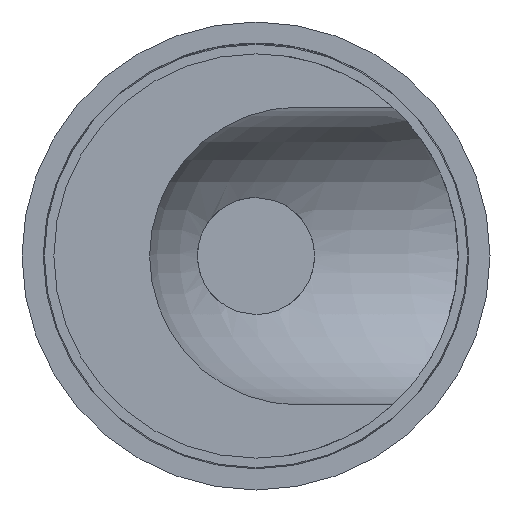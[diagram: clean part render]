
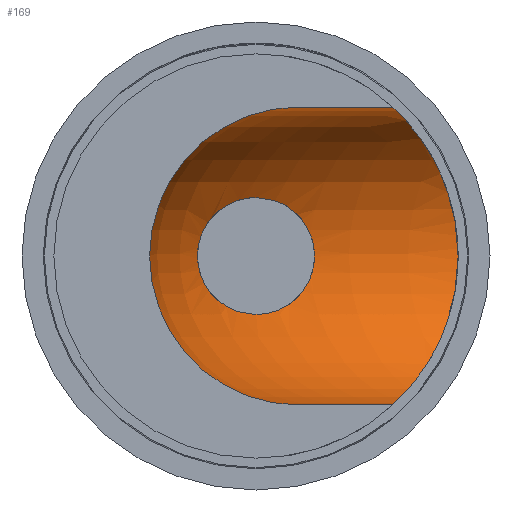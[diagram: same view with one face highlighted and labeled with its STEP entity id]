
A CAD part, front view. The second image highlights one B-rep face of the part: STEP entity #169.
In plain terms, the highlighted toroidal (fillet/blend) face has major radius 2.8 mm and minor radius 0.7 mm.
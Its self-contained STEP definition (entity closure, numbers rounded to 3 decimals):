
#56 = EDGE_CURVE ( 'Defeature ausgef�hrt1_14+Defeature ausgef�hrt1_1+Defeature ausgef�hrt1_8+Defeature ausgef�hrt1_13', #2404, #2038, #1882, .T. ) ;
#63 = CARTESIAN_POINT ( 'NONE',  ( 0., -30.184, -0.275 ) ) ;
#106 = CARTESIAN_POINT ( 'NONE',  ( 0.95, -29.038, -0.069 ) ) ;
#117 = CARTESIAN_POINT ( 'NONE',  ( 0.916, -29.122, -0.261 ) ) ;
#169 = ADVANCED_FACE ( 'Defeature ausgef�hrt1_14', ( #822, #3284 ), #3588, .F. ) ;
#219 = CARTESIAN_POINT ( 'NONE',  ( 0.056, -30.085, -0.275 ) ) ;
#249 = CARTESIAN_POINT ( 'NONE',  ( 0.245, -29.734, -0.126 ) ) ;
#258 = VERTEX_POINT ( 'NONE', #667 ) ;
#260 = CARTESIAN_POINT ( 'NONE',  ( 0., -30.184, -0.275 ) ) ;
#356 = CARTESIAN_POINT ( 'NONE',  ( 3., -31.875, -0.7 ) ) ;
#377 = ORIENTED_EDGE ( 'NONE', *, *, #2006, .T. ) ;
#413 = CARTESIAN_POINT ( 'NONE',  ( -0.275, -30.64, -0.055 ) ) ;
#441 = CARTESIAN_POINT ( 'NONE',  ( 0.898, -29.166, -0.313 ) ) ;
#478 = CARTESIAN_POINT ( 'NONE',  ( 0.642, -30.365, -0.7 ) ) ;
#548 = CARTESIAN_POINT ( 'NONE',  ( 0., -30.184, 0.275 ) ) ;
#564 = CARTESIAN_POINT ( 'NONE',  ( 0.188, -29.841, 0.203 ) ) ;
#591 = B_SPLINE_CURVE_WITH_KNOTS ( 'NONE', 3,
 ( #63, #694, #2098, #1799, #2673, #1518, #413, #3528, #1825, #2110, #2353, #2944, #652, #2642 ),
 .UNSPECIFIED., .F., .F.,
 ( 4, 2, 2, 2, 2, 2, 4 ),
 ( 0.002, 0.003, 0.003, 0.003, 0.003, 0.003, 0.003 ),
 .UNSPECIFIED. ) ;
#622 = CARTESIAN_POINT ( 'NONE',  ( 3., -31.875, 0. ) ) ;
#652 = CARTESIAN_POINT ( 'NONE',  ( -0.053, -30.278, 0.275 ) ) ;
#667 = CARTESIAN_POINT ( 'NONE',  ( 0., -30.184, 0.275 ) ) ;
#694 = CARTESIAN_POINT ( 'NONE',  ( -0.053, -30.278, -0.275 ) ) ;
#726 = CARTESIAN_POINT ( 'NONE',  ( 0.842, -29.315, -0.45 ) ) ;
#729 = CARTESIAN_POINT ( 'NONE',  ( 0.642, -30.365, -0.7 ) ) ;
#813 = EDGE_CURVE ( 'Defeature ausgef�hrt1_14+Defeature ausgef�hrt1_16+Defeature ausgef�hrt1_16+Defeature ausgef�hrt1_16', #258, #2105, #2307, .T. ) ;
#822 = FACE_BOUND ( 'NONE', #3714, .T. ) ;
#840 = ORIENTED_EDGE ( 'NONE', *, *, #56, .T. ) ;
#842 = CARTESIAN_POINT ( 'NONE',  ( 0.111, -29.984, -0.259 ) ) ;
#927 = ORIENTED_EDGE ( 'NONE', *, *, #1600, .F. ) ;
#956 = CARTESIAN_POINT ( 'NONE',  ( 0.642, -30.365, 0.7 ) ) ;
#980 = CARTESIAN_POINT ( 'NONE',  ( 0.801, -29.437, 0.515 ) ) ;
#1043 = CARTESIAN_POINT ( 'NONE',  ( 0.642, -30.226, -0.7 ) ) ;
#1072 = ORIENTED_EDGE ( 'NONE', *, *, #2075, .F. ) ;
#1166 = B_SPLINE_CURVE_WITH_KNOTS ( 'NONE', 3,
 ( #956, #3248, #3538, #1535, #2966, #980, #3232, #1268, #3273, #1557, #3552, #106, #2689, #117, #441, #726, #2714, #3576, #3019, #2439, #1043, #478 ),
 .UNSPECIFIED., .F., .F.,
 ( 4, 2, 2, 2, 2, 2, 2, 2, 2, 2, 4 ),
 ( 0.001, 0.002, 0.002, 0.003, 0.003, 0.003, 0.003, 0.004, 0.004, 0.004, 0.005 ),
 .UNSPECIFIED. ) ;
#1230 = VERTEX_POINT ( 'NONE', #729 ) ;
#1268 = CARTESIAN_POINT ( 'NONE',  ( 0.898, -29.167, 0.314 ) ) ;
#1282 = DIRECTION ( 'NONE',  ( 1., 0., 0. ) ) ;
#1330 = VERTEX_POINT ( 'NONE', #2468 ) ;
#1424 = DIRECTION ( 'NONE',  ( 1., 0., 0. ) ) ;
#1500 = CIRCLE ( 'NONE', #2082, 2.8 ) ;
#1518 = CARTESIAN_POINT ( 'NONE',  ( -0.257, -30.613, -0.106 ) ) ;
#1535 = CARTESIAN_POINT ( 'NONE',  ( 0.699, -29.818, 0.644 ) ) ;
#1557 = CARTESIAN_POINT ( 'NONE',  ( 0.942, -29.058, 0.14 ) ) ;
#1569 = CARTESIAN_POINT ( 'NONE',  ( 0., -30.184, -0.275 ) ) ;
#1600 = EDGE_CURVE ( 'Defeature ausgef�hrt1_0+Defeature ausgef�hrt1_14+Defeature ausgef�hrt1_8+Defeature ausgef�hrt1_11', #1230, #1330, #1500, .T. ) ;
#1611 = EDGE_CURVE ( 'Defeature ausgef�hrt1_14+Defeature ausgef�hrt1_13+Defeature ausgef�hrt1_1+Defeature ausgef�hrt1_0', #2038, #1330, #2287, .T. ) ;
#1645 = ORIENTED_EDGE ( 'NONE', *, *, #1611, .T. ) ;
#1713 = CARTESIAN_POINT ( 'NONE',  ( 0.275, -29.679, 0.03 ) ) ;
#1799 = CARTESIAN_POINT ( 'NONE',  ( -0.188, -30.503, -0.204 ) ) ;
#1825 = CARTESIAN_POINT ( 'NONE',  ( -0.258, -30.614, 0.105 ) ) ;
#1832 = DIRECTION ( 'NONE',  ( 0., -1., 0. ) ) ;
#1844 = CARTESIAN_POINT ( 'NONE',  ( 0.2, -31.875, 0. ) ) ;
#1882 = CIRCLE ( 'NONE', #3078, 2.8 ) ;
#1966 = CARTESIAN_POINT ( 'NONE',  ( 0.27, -29.688, 0.058 ) ) ;
#2006 = EDGE_CURVE ( 'Defeature ausgef�hrt1_14+Defeature ausgef�hrt1_16+Defeature ausgef�hrt1_16+Defeature ausgef�hrt1_16', #2105, #258, #591, .T. ) ;
#2034 = DIRECTION ( 'NONE',  ( 0., 0., 1. ) ) ;
#2038 = VERTEX_POINT ( 'NONE', #2664 ) ;
#2075 = EDGE_CURVE ( 'Defeature ausgef�hrt1_8+Defeature ausgef�hrt1_14+Defeature ausgef�hrt1_1+Defeature ausgef�hrt1_0', #2404, #1230, #1166, .T. ) ;
#2082 = AXIS2_PLACEMENT_3D ( 'NONE', #356, #2352, #1282 ) ;
#2098 = CARTESIAN_POINT ( 'NONE',  ( -0.108, -30.373, -0.261 ) ) ;
#2105 = VERTEX_POINT ( 'NONE', #1569 ) ;
#2110 = CARTESIAN_POINT ( 'NONE',  ( -0.214, -30.545, 0.178 ) ) ;
#2252 = CARTESIAN_POINT ( 'NONE',  ( 0.056, -30.085, 0.275 ) ) ;
#2275 = CARTESIAN_POINT ( 'NONE',  ( 0.111, -29.985, 0.26 ) ) ;
#2287 = CIRCLE ( 'NONE', #3052, 0.7 ) ;
#2307 = B_SPLINE_CURVE_WITH_KNOTS ( 'NONE', 3,
 ( #548, #2252, #2275, #564, #3109, #3159, #3426, #1966, #1713, #2513, #3713, #2542, #249, #3124, #2536, #842, #219, #260 ),
 .UNSPECIFIED., .F., .F.,
 ( 4, 2, 2, 2, 2, 2, 2, 2, 4 ),
 ( 0.001, 0.001, 0.001, 0.001, 0.001, 0.002, 0.002, 0.002, 0.002 ),
 .UNSPECIFIED. ) ;
#2352 = DIRECTION ( 'NONE',  ( 0., 0., 1. ) ) ;
#2353 = CARTESIAN_POINT ( 'NONE',  ( -0.188, -30.503, 0.204 ) ) ;
#2404 = VERTEX_POINT ( 'NONE', #3726 ) ;
#2439 = CARTESIAN_POINT ( 'NONE',  ( 0.655, -30.089, -0.689 ) ) ;
#2468 = CARTESIAN_POINT ( 'NONE',  ( 0.2, -31.875, -0.7 ) ) ;
#2513 = CARTESIAN_POINT ( 'NONE',  ( 0.275, -29.678, -0.028 ) ) ;
#2536 = CARTESIAN_POINT ( 'NONE',  ( 0.188, -29.841, -0.203 ) ) ;
#2542 = CARTESIAN_POINT ( 'NONE',  ( 0.255, -29.715, -0.105 ) ) ;
#2642 = CARTESIAN_POINT ( 'NONE',  ( 0., -30.184, 0.275 ) ) ;
#2664 = CARTESIAN_POINT ( 'NONE',  ( 0.2, -31.875, 0.7 ) ) ;
#2673 = CARTESIAN_POINT ( 'NONE',  ( -0.214, -30.545, -0.178 ) ) ;
#2689 = CARTESIAN_POINT ( 'NONE',  ( 0.942, -29.057, -0.139 ) ) ;
#2714 = CARTESIAN_POINT ( 'NONE',  ( 0.801, -29.435, -0.514 ) ) ;
#2801 = ORIENTED_EDGE ( 'NONE', *, *, #813, .T. ) ;
#2855 = DIRECTION ( 'NONE',  ( 0., 0., 1. ) ) ;
#2896 = DIRECTION ( 'NONE',  ( 1., 0., 0. ) ) ;
#2944 = CARTESIAN_POINT ( 'NONE',  ( -0.108, -30.372, 0.261 ) ) ;
#2966 = CARTESIAN_POINT ( 'NONE',  ( 0.73, -29.686, 0.611 ) ) ;
#3019 = CARTESIAN_POINT ( 'NONE',  ( 0.699, -29.817, -0.644 ) ) ;
#3052 = AXIS2_PLACEMENT_3D ( 'NONE', #1844, #1832, #3551 ) ;
#3078 = AXIS2_PLACEMENT_3D ( 'NONE', #3142, #2855, #1424 ) ;
#3109 = CARTESIAN_POINT ( 'NONE',  ( 0.213, -29.795, 0.179 ) ) ;
#3124 = CARTESIAN_POINT ( 'NONE',  ( 0.213, -29.794, -0.179 ) ) ;
#3142 = CARTESIAN_POINT ( 'NONE',  ( 3., -31.875, 0.7 ) ) ;
#3159 = CARTESIAN_POINT ( 'NONE',  ( 0.245, -29.734, 0.126 ) ) ;
#3232 = CARTESIAN_POINT ( 'NONE',  ( 0.842, -29.317, 0.451 ) ) ;
#3248 = CARTESIAN_POINT ( 'NONE',  ( 0.642, -30.226, 0.7 ) ) ;
#3269 = EDGE_LOOP ( 'NONE', ( #840, #1645, #927, #1072 ) ) ;
#3273 = CARTESIAN_POINT ( 'NONE',  ( 0.915, -29.123, 0.262 ) ) ;
#3284 = FACE_OUTER_BOUND ( 'NONE', #3269, .T. ) ;
#3336 = AXIS2_PLACEMENT_3D ( 'NONE', #622, #2034, #2896 ) ;
#3426 = CARTESIAN_POINT ( 'NONE',  ( 0.255, -29.716, 0.106 ) ) ;
#3528 = CARTESIAN_POINT ( 'NONE',  ( -0.275, -30.64, 0.055 ) ) ;
#3538 = CARTESIAN_POINT ( 'NONE',  ( 0.655, -30.089, 0.689 ) ) ;
#3551 = DIRECTION ( 'NONE',  ( 0., 0., -1. ) ) ;
#3552 = CARTESIAN_POINT ( 'NONE',  ( 0.95, -29.038, 0.071 ) ) ;
#3576 = CARTESIAN_POINT ( 'NONE',  ( 0.73, -29.685, -0.611 ) ) ;
#3588 = TOROIDAL_SURFACE ( 'NONE', #3336, 2.8, 0.7 ) ;
#3713 = CARTESIAN_POINT ( 'NONE',  ( 0.27, -29.687, -0.057 ) ) ;
#3714 = EDGE_LOOP ( 'NONE', ( #377, #2801 ) ) ;
#3726 = CARTESIAN_POINT ( 'NONE',  ( 0.642, -30.365, 0.7 ) ) ;
